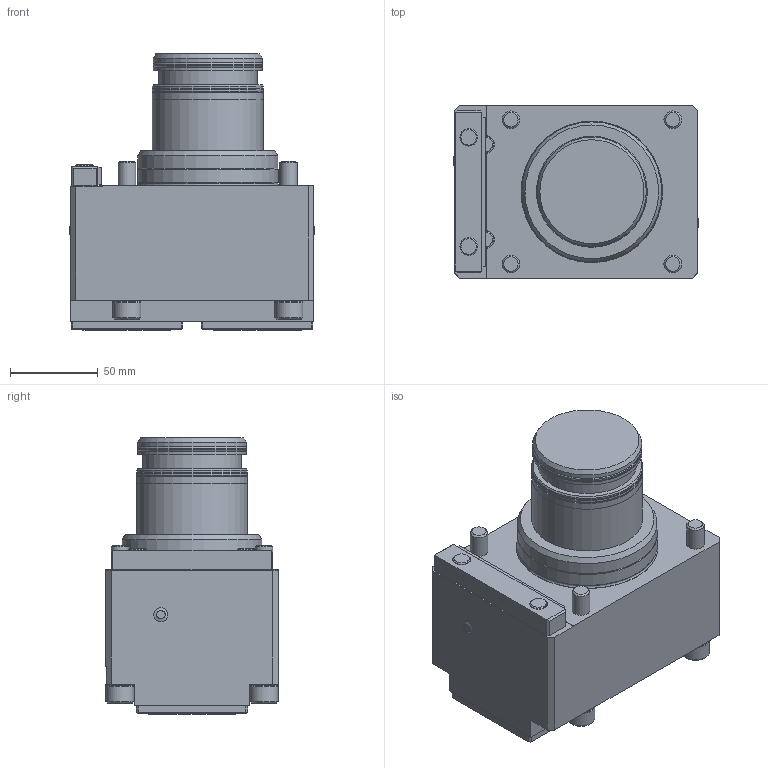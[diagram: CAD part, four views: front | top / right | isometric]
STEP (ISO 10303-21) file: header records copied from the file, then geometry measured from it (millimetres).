
FILE_DESCRIPTION(/* description */ (''),/* implementation_level */ '2;1');
FILE_NAME(/* name */ '1616160372527.stp',/* time_stamp */ '2021-03-19T14:26:20+01:00',/* author */ (''),/* organization */ ('SMS'),/* preprocessor_version */ 'ST-DEVELOPER v16.7',/* originating_system */ 'SIEMENS PLM Software NX 12.0',/* authorisation */ '');
FILE_SCHEMA (('AUTOMOTIVE_DESIGN { 1 0 10303 214 3 1 1 1 }'));
Length unit declared in the file: millimetre
Products named in the file (1): 203437904mod000_00
Bounding box: 139.08 x 98 x 157 mm (x, y, z)
Volume: 1261259.7 mm3; surface area: 99258.3 mm2
Topology: 1 solids, 1 shells, 187 faces, 429 edges, 280 vertices
Faces by surface type: plane 114, cylinder 39, cone 25, torus 5, bspline 2, sphere 2
Full cylindrical faces by diameter (mm): 3 x2, 6 x2, 10 x6, 16 x8, 39.2 x2, 50 x2, 56 x1, 58.8 x1, 59.8 x1, 62 x3, 63 x3, 63.08 x1, 79.5 x1, 80 x1, 80.5 x1
Entity records: 5141 total; most frequent: CARTESIAN_POINT 1233, DIRECTION 804, ORIENTED_EDGE 668, EDGE_CURVE 334, AXIS2_PLACEMENT_3D 302, EDGE_LOOP 290, VERTEX_POINT 250, LINE 200
